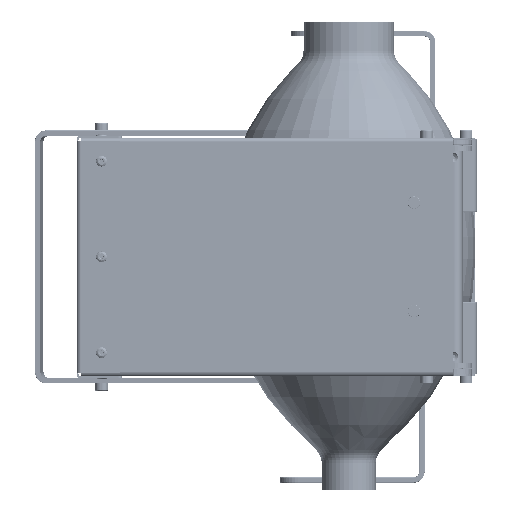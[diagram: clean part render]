
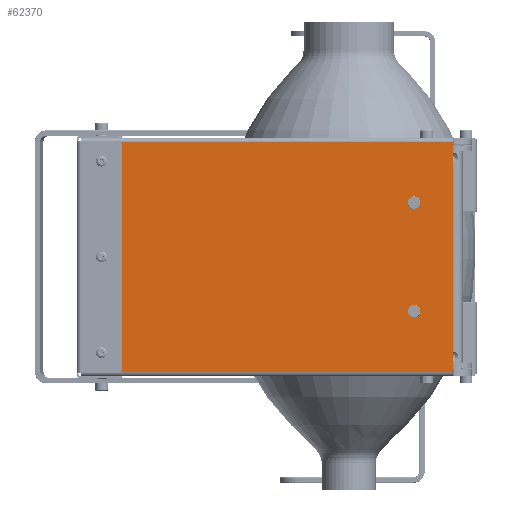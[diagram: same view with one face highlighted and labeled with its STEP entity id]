
A CAD part, left-side view. The second image highlights one B-rep face of the part: STEP entity #62370.
In plain terms, the highlighted planar face has unit normal (-1, 0, 0).
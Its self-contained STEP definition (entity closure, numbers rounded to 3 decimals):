
#61230=CARTESIAN_POINT('',(-88.,14.992,132.605));
#61240=DIRECTION('',(-1.,0.,0.));
#61250=DIRECTION('',(0.,0.,1.));
#61260=AXIS2_PLACEMENT_3D('',#61230,#61240,#61250);
#61270=PLANE('',#61260);
#61280=CARTESIAN_POINT('',(-88.,-66.137,15.));
#61290=DIRECTION('',(-1.,0.,0.));
#61300=DIRECTION('',(0.,0.,1.));
#61310=AXIS2_PLACEMENT_3D('',#61280,#61290,#61300);
#61320=CIRCLE('',#61310,2.1);
#61330=CARTESIAN_POINT('',(-88.,-66.137,17.1));
#61340=VERTEX_POINT('',#61330);
#61350=CARTESIAN_POINT('',(-88.,-66.137,12.9));
#61360=VERTEX_POINT('',#61350);
#61370=EDGE_CURVE('',#61340,#61360,#61320,.T.);
#61380=ORIENTED_EDGE('',*,*,#61370,.F.);
#61390=EDGE_CURVE('',#61360,#61340,#61320,.T.);
#61400=ORIENTED_EDGE('',*,*,#61390,.F.);
#61410=EDGE_LOOP('',(#61400,#61380));
#61420=FACE_BOUND('',#61410,.T.);
#61430=CARTESIAN_POINT('',(-88.,106.772,45.));
#61440=DIRECTION('',(-1.,0.,0.));
#61450=DIRECTION('',(0.,0.,1.));
#61460=AXIS2_PLACEMENT_3D('',#61430,#61440,#61450);
#61470=CIRCLE('',#61460,1.6);
#61480=CARTESIAN_POINT('',(-88.,106.772,46.6));
#61490=VERTEX_POINT('',#61480);
#61500=CARTESIAN_POINT('',(-88.,106.772,43.4));
#61510=VERTEX_POINT('',#61500);
#61520=EDGE_CURVE('',#61490,#61510,#61470,.T.);
#61530=ORIENTED_EDGE('',*,*,#61520,.F.);
#61540=EDGE_CURVE('',#61510,#61490,#61470,.T.);
#61550=ORIENTED_EDGE('',*,*,#61540,.F.);
#61560=EDGE_LOOP('',(#61550,#61530));
#61570=FACE_BOUND('',#61560,.T.);
#61580=CARTESIAN_POINT('',(-88.,106.772,-7.991));
#61590=DIRECTION('',(-1.,0.,0.));
#61600=DIRECTION('',(0.,0.,1.));
#61610=AXIS2_PLACEMENT_3D('',#61580,#61590,#61600);
#61620=CIRCLE('',#61610,1.6);
#61630=CARTESIAN_POINT('',(-88.,106.772,-6.391));
#61640=VERTEX_POINT('',#61630);
#61650=CARTESIAN_POINT('',(-88.,106.772,-9.591));
#61660=VERTEX_POINT('',#61650);
#61670=EDGE_CURVE('',#61640,#61660,#61620,.T.);
#61680=ORIENTED_EDGE('',*,*,#61670,.F.);
#61690=EDGE_CURVE('',#61660,#61640,#61620,.T.);
#61700=ORIENTED_EDGE('',*,*,#61690,.F.);
#61710=EDGE_LOOP('',(#61700,#61680));
#61720=FACE_BOUND('',#61710,.T.);
#61730=CARTESIAN_POINT('',(-88.,106.772,97.991));
#61740=DIRECTION('',(-1.,0.,0.));
#61750=DIRECTION('',(0.,0.,1.));
#61760=AXIS2_PLACEMENT_3D('',#61730,#61740,#61750);
#61770=CIRCLE('',#61760,1.6);
#61780=CARTESIAN_POINT('',(-88.,106.772,99.591));
#61790=VERTEX_POINT('',#61780);
#61800=CARTESIAN_POINT('',(-88.,106.772,96.391));
#61810=VERTEX_POINT('',#61800);
#61820=EDGE_CURVE('',#61790,#61810,#61770,.T.);
#61830=ORIENTED_EDGE('',*,*,#61820,.F.);
#61840=EDGE_CURVE('',#61810,#61790,#61770,.T.);
#61850=ORIENTED_EDGE('',*,*,#61840,.F.);
#61860=EDGE_LOOP('',(#61850,#61830));
#61870=FACE_BOUND('',#61860,.T.);
#61880=CARTESIAN_POINT('',(-88.,-66.137,75.));
#61890=DIRECTION('',(-1.,0.,0.));
#61900=DIRECTION('',(0.,0.,1.));
#61910=AXIS2_PLACEMENT_3D('',#61880,#61890,#61900);
#61920=CIRCLE('',#61910,2.1);
#61930=CARTESIAN_POINT('',(-88.,-66.137,77.1));
#61940=VERTEX_POINT('',#61930);
#61950=CARTESIAN_POINT('',(-88.,-66.137,72.9));
#61960=VERTEX_POINT('',#61950);
#61970=EDGE_CURVE('',#61940,#61960,#61920,.T.);
#61980=ORIENTED_EDGE('',*,*,#61970,.F.);
#61990=EDGE_CURVE('',#61960,#61940,#61920,.T.);
#62000=ORIENTED_EDGE('',*,*,#61990,.F.);
#62010=EDGE_LOOP('',(#62000,#61980));
#62020=FACE_BOUND('',#62010,.T.);
#62030=CARTESIAN_POINT('',(-88.,117.984,368.641));
#62040=DIRECTION('',(0.,0.,1.));
#62050=VECTOR('',#62040,1.);
#62060=LINE('',#62030,#62050);
#62070=CARTESIAN_POINT('',(-88.,117.984,-18.425));
#62080=VERTEX_POINT('',#62070);
#62090=CARTESIAN_POINT('',(-88.,117.984,108.425));
#62100=VERTEX_POINT('',#62090);
#62110=EDGE_CURVE('',#62080,#62100,#62060,.T.);
#62120=ORIENTED_EDGE('',*,*,#62110,.F.);
#62130=CARTESIAN_POINT('',(-88.,14.992,108.425));
#62140=DIRECTION('',(0.,-1.,0.));
#62150=VECTOR('',#62140,1.);
#62160=LINE('',#62130,#62150);
#62170=CARTESIAN_POINT('',(-88.,-88.,108.425));
#62180=VERTEX_POINT('',#62170);
#62190=EDGE_CURVE('',#62100,#62180,#62160,.T.);
#62200=ORIENTED_EDGE('',*,*,#62190,.F.);
#62210=CARTESIAN_POINT('',(-88.,-88.,368.641));
#62220=DIRECTION('',(0.,0.,1.));
#62230=VECTOR('',#62220,1.);
#62240=LINE('',#62210,#62230);
#62250=CARTESIAN_POINT('',(-88.,-88.,-18.425));
#62260=VERTEX_POINT('',#62250);
#62270=EDGE_CURVE('',#62260,#62180,#62240,.T.);
#62280=ORIENTED_EDGE('',*,*,#62270,.T.);
#62290=CARTESIAN_POINT('',(-88.,14.992,-18.425));
#62300=DIRECTION('',(0.,-1.,0.));
#62310=VECTOR('',#62300,1.);
#62320=LINE('',#62290,#62310);
#62330=EDGE_CURVE('',#62080,#62260,#62320,.T.);
#62340=ORIENTED_EDGE('',*,*,#62330,.T.);
#62350=EDGE_LOOP('',(#62340,#62280,#62200,#62120));
#62360=FACE_OUTER_BOUND('',#62350,.T.);
#62370=ADVANCED_FACE('',(#61420,#61570,#61720,#61870,#62020,#62360),
#61270,.T.);
